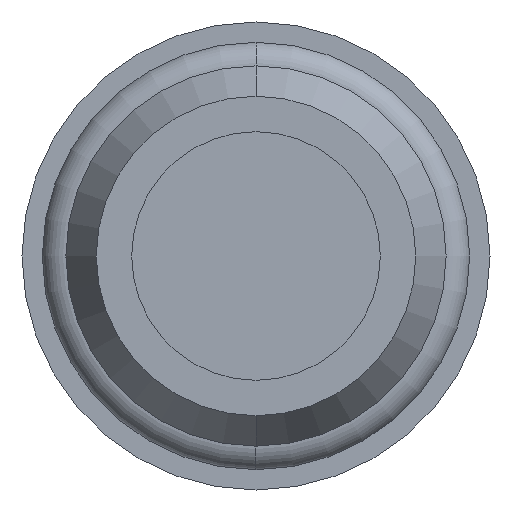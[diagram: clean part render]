
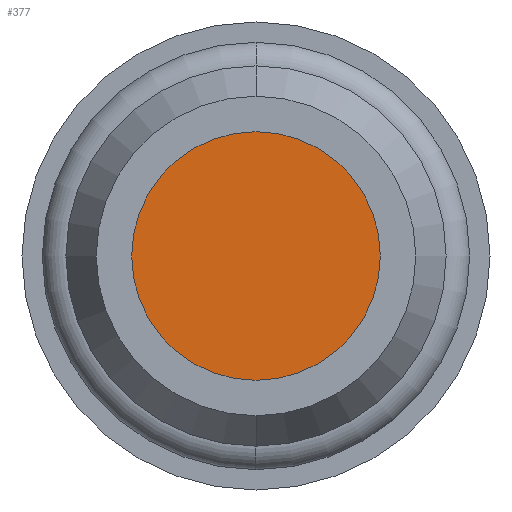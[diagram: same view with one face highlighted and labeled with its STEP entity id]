
A CAD part, front view. The second image highlights one B-rep face of the part: STEP entity #377.
In plain terms, the highlighted planar face has unit normal (0, -1, 0).
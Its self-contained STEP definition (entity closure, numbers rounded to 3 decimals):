
#374 = EDGE_LOOP ( 'NONE', ( #378, #429 ) ) ;
#377 = ADVANCED_FACE ( 'NONE', ( #1093 ), #1137, .F. ) ;
#378 = ORIENTED_EDGE ( 'NONE', *, *, #428, .T. ) ;
#428 = EDGE_CURVE ( 'NONE', #1416, #1415, #1099, .T. ) ;
#429 = ORIENTED_EDGE ( 'NONE', *, *, #1414, .T. ) ;
#1048 = DIRECTION ( 'NONE',  ( 0., 1., 0. ) ) ;
#1049 = CARTESIAN_POINT ( 'NONE',  ( 0., 2.7, 0. ) ) ;
#1058 = DIRECTION ( 'NONE',  ( 0., 0., 1. ) ) ;
#1084 = AXIS2_PLACEMENT_3D ( 'NONE', #1049, #1048, #1058 ) ;
#1093 = FACE_OUTER_BOUND ( 'NONE', #374, .T. ) ;
#1095 = DIRECTION ( 'NONE',  ( 0., 0., -1. ) ) ;
#1096 = DIRECTION ( 'NONE',  ( 0., -1., 0. ) ) ;
#1097 = CARTESIAN_POINT ( 'NONE',  ( 0., 2.7, 0. ) ) ;
#1098 = AXIS2_PLACEMENT_3D ( 'NONE', #1097, #1096, #1095 ) ;
#1099 = CIRCLE ( 'NONE', #1098, 4.25 ) ;
#1137 = PLANE ( 'NONE',  #1084 ) ;
#1158 = DIRECTION ( 'NONE',  ( 0., 0., -1. ) ) ;
#1159 = DIRECTION ( 'NONE',  ( 0., -1., 0. ) ) ;
#1160 = CARTESIAN_POINT ( 'NONE',  ( 0., 2.7, 0. ) ) ;
#1161 = AXIS2_PLACEMENT_3D ( 'NONE', #1160, #1159, #1158 ) ;
#1162 = CIRCLE ( 'NONE', #1161, 4.25 ) ;
#1210 = CARTESIAN_POINT ( 'NONE',  ( 0., 2.7, -4.25 ) ) ;
#1211 = CARTESIAN_POINT ( 'NONE',  ( 0., 2.7, 4.25 ) ) ;
#1414 = EDGE_CURVE ( 'NONE', #1415, #1416, #1162, .T. ) ;
#1415 = VERTEX_POINT ( 'NONE', #1211 ) ;
#1416 = VERTEX_POINT ( 'NONE', #1210 ) ;
